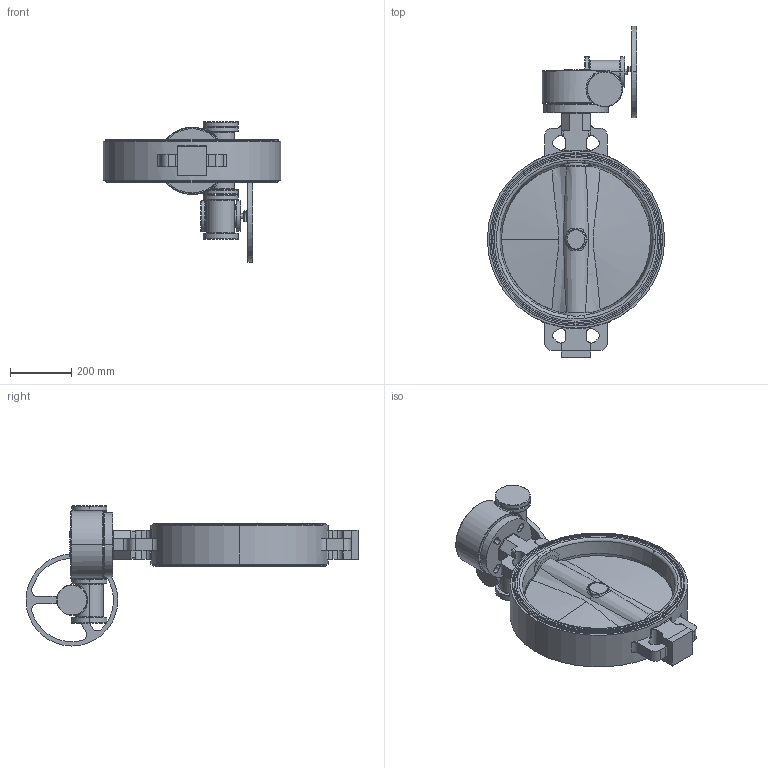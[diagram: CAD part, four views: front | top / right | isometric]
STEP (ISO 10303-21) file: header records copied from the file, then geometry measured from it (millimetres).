
FILE_DESCRIPTION (( 'STEP AP214' ), '1' );
FILE_NAME ('NS-2000-WAFER-GEAR.step', '2019-03-07T21:01:41', ( '' ), ( '' ), 'SwSTEP 2.0', 'SolidWorks 2019', '' );
FILE_SCHEMA (( 'AUTOMOTIVE_DESIGN' ));
Length unit declared in the file: inch
Products named in the file (1): NS-2000-WAFER-GEAR
Bounding box: 580 x 1085.62 x 458 mm (x, y, z)
Surface area: 1572015.1 mm2 (no closed solid volume)
Topology: 0 solids, 11 shells, 395 faces, 1124 edges, 719 vertices
Faces by surface type: cylinder 133, plane 101, torus 80, bspline 53, cone 24, sphere 4
Entity records: 33405 total; most frequent: CARTESIAN_POINT 18330, DIRECTION 2111, ORIENTED_EDGE 2022, EDGE_CURVE 1112, AXIS2_PLACEMENT_3D 882, VERTEX_POINT 717, CIRCLE 539, EDGE_LOOP 438
